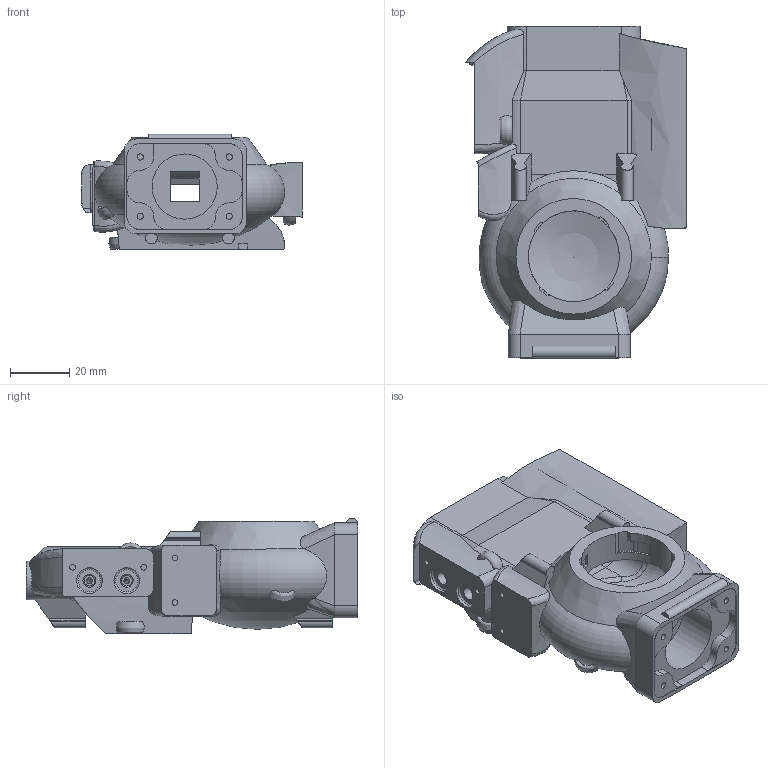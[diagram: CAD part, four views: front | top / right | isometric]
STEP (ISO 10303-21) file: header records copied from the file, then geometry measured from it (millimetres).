
FILE_DESCRIPTION(('FreeCAD Model'),'2;1');
FILE_NAME('Open CASCADE Shape Model','2024-03-17T17:48:48',(''),(''), 'Open CASCADE STEP processor 7.6','FreeCAD','Unknown');
FILE_SCHEMA(('AUTOMOTIVE_DESIGN { 1 0 10303 214 1 1 1 1 }'));
Length unit declared in the file: millimetre
Products named in the file (1): Final body with all clips
Bounding box: 74.5 x 112 x 39 mm (x, y, z)
Volume: 77756.7 mm3; surface area: 39952.3 mm2
Topology: 1 solids, 1 shells, 327 faces, 908 edges, 593 vertices
Faces by surface type: plane 167, cylinder 75, bspline 68, torus 10, revolution 4, sphere 2, cone 1
Full cylindrical faces by diameter (mm): 1.9 x4, 2 x2, 2.1 x4, 4.4 x2, 8.7 x2, 22 x1, 30.7 x1
Entity records: 40204 total; most frequent: CARTESIAN_POINT 21708, DIRECTION 2448, ORIENTED_EDGE 1812, PCURVE 1812, DEFINITIONAL_REPRESENTATION 1812, LINE 1354, VECTOR 1354, EDGE_CURVE 906
